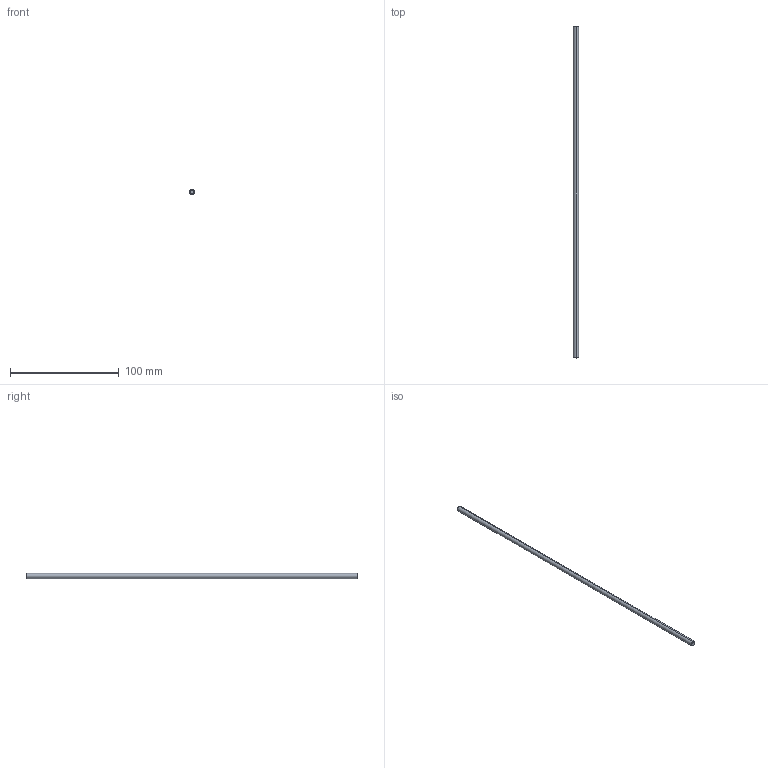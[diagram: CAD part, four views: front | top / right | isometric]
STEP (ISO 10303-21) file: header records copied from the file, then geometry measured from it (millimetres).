
FILE_DESCRIPTION (( 'STEP AP203' ), '1' );
FILE_NAME ('634156.STEP', '2014-07-23T15:37:33', ( 'Kyle' ), ( 'Microsoft' ), 'SwSTEP 2.0', 'SolidWorks 2014', '' );
FILE_SCHEMA (( 'CONFIG_CONTROL_DESIGN' ));
Length unit declared in the file: inch
Products named in the file (1): 634156
Bounding box: 4.75 x 304.8 x 4.75 mm (x, y, z)
Volume: 5408.7 mm3; surface area: 4579 mm2
Topology: 1 solids, 1 shells, 8 faces, 14 edges, 8 vertices
Faces by surface type: cone 4, cylinder 2, plane 2
Entity records: 273 total; most frequent: DIRECTION 40, CARTESIAN_POINT 31, ORIENTED_EDGE 28, AXIS2_PLACEMENT_3D 17, EDGE_CURVE 14, PERSON_AND_ORGANIZATION 8, FACE_OUTER_BOUND 8, EDGE_LOOP 8
